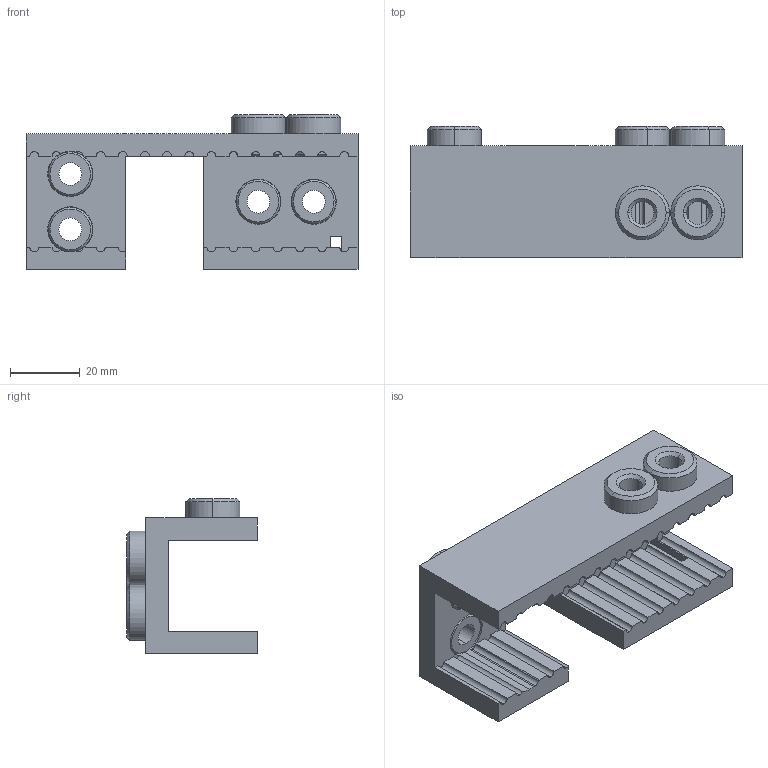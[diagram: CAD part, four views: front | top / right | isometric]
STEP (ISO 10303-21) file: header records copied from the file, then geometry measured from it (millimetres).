
FILE_DESCRIPTION (( 'STEP AP214' ), '1' );
FILE_NAME ('am-peanutholeguide Peanut Extrusion Hole Guide.STEP', '2016-06-23T12:51:28', ( '' ), ( '' ), 'SwSTEP 2.0', 'SolidWorks 2014', '' );
FILE_SCHEMA (( 'AUTOMOTIVE_DESIGN' ));
Length unit declared in the file: inch
Products named in the file (3): 0.257in F ID_.500in OD_.250in Lg_8492A155; Combo Drill Guide; am-peanutholeguide Peanut Extrusion Hole Guide
Assembly tree (7 placements, depth 2):
  am-peanutholeguide Peanut Extrusion Hole Guide
    Combo Drill Guide
    0.257in F ID_.500in OD_.250in Lg_8492A155  x6
Bounding box: 95.25 x 37.56 x 44.42 mm (x, y, z)
Volume: 47406.2 mm3; surface area: 24946 mm2
Topology: 7 solids, 7 shells, 209 faces, 537 edges, 342 vertices
Faces by surface type: cylinder 90, plane 71, cone 48
Entity records: 4553 total; most frequent: CARTESIAN_POINT 933, DIRECTION 765, ORIENTED_EDGE 734, EDGE_CURVE 367, AXIS2_PLACEMENT_3D 274, VERTEX_POINT 242, VECTOR 217, LINE 217
